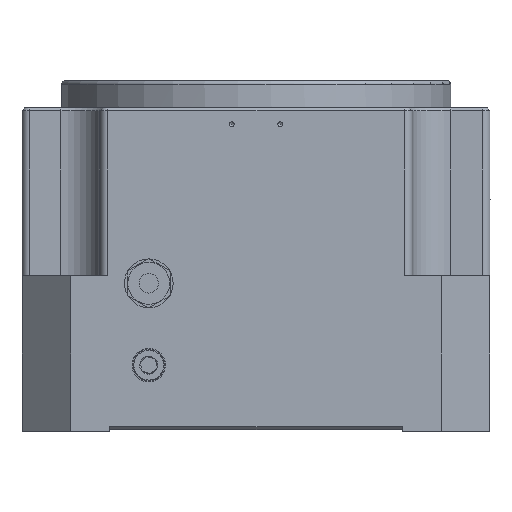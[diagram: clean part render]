
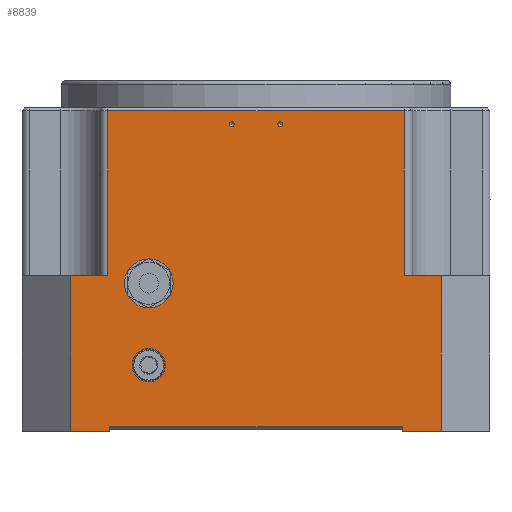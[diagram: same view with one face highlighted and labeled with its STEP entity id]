
A CAD part, left-side view. The second image highlights one B-rep face of the part: STEP entity #8839.
In plain terms, the highlighted planar face has unit normal (-1, 0, 0).
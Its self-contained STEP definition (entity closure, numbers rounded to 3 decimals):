
#4 = VECTOR ( 'NONE', #8430, 1000. ) ;
#49 = EDGE_CURVE ( 'NONE', #16911, #16911, #10596, .T. ) ;
#289 = CARTESIAN_POINT ( 'NONE',  ( -120., -12.5, 158.75 ) ) ;
#301 = VERTEX_POINT ( 'NONE', #289 ) ;
#476 = DIRECTION ( 'NONE',  ( 0., -1., 0. ) ) ;
#480 = DIRECTION ( 'NONE',  ( -1., 0., 0. ) ) ;
#482 = CARTESIAN_POINT ( 'NONE',  ( -120., 55., 76. ) ) ;
#2171 = VECTOR ( 'NONE', #25982, 1000. ) ;
#2213 = DIRECTION ( 'NONE',  ( 0., 1., 0. ) ) ;
#2221 = DIRECTION ( 'NONE',  ( 1., 0., 0. ) ) ;
#2227 = CARTESIAN_POINT ( 'NONE',  ( -120., 120., 80. ) ) ;
#2231 = ORIENTED_EDGE ( 'NONE', *, *, #20659, .T. ) ;
#2264 = PLANE ( 'NONE',  #22192 ) ;
#2272 = FACE_OUTER_BOUND ( 'NONE', #37161, .T. ) ;
#2319 = FACE_BOUND ( 'NONE', #36495, .T. ) ;
#2336 = FACE_BOUND ( 'NONE', #37375, .T. ) ;
#2349 = EDGE_CURVE ( 'NONE', #13599, #12439, #16246, .T. ) ;
#2381 = FACE_BOUND ( 'NONE', #32862, .T. ) ;
#2423 = FACE_BOUND ( 'NONE', #30127, .T. ) ;
#2550 = AXIS2_PLACEMENT_3D ( 'NONE', #482, #480, #476 ) ;
#3289 = VECTOR ( 'NONE', #16202, 1000. ) ;
#3531 = DIRECTION ( 'NONE',  ( 0., 0., 1. ) ) ;
#3572 = DIRECTION ( 'NONE',  ( -1., 0., 0. ) ) ;
#3582 = CARTESIAN_POINT ( 'NONE',  ( -120., -12.5, 157.5 ) ) ;
#3898 = ORIENTED_EDGE ( 'NONE', *, *, #26410, .F. ) ;
#4241 = DIRECTION ( 'NONE',  ( 0., 1., 0. ) ) ;
#4280 = CARTESIAN_POINT ( 'NONE',  ( -120., 120., 164.5 ) ) ;
#4342 = LINE ( 'NONE', #4280, #32808 ) ;
#4972 = ORIENTED_EDGE ( 'NONE', *, *, #34055, .T. ) ;
#5043 = CARTESIAN_POINT ( 'NONE',  ( -120., -76., 80. ) ) ;
#5297 = ORIENTED_EDGE ( 'NONE', *, *, #15974, .T. ) ;
#5537 = ORIENTED_EDGE ( 'NONE', *, *, #12315, .F. ) ;
#5898 = ORIENTED_EDGE ( 'NONE', *, *, #49, .F. ) ;
#5962 = ORIENTED_EDGE ( 'NONE', *, *, #2349, .T. ) ;
#6785 = ORIENTED_EDGE ( 'NONE', *, *, #14233, .T. ) ;
#6945 = DIRECTION ( 'NONE',  ( 0., 0., 1. ) ) ;
#6952 = DIRECTION ( 'NONE',  ( -1., 0., 0. ) ) ;
#6998 = CARTESIAN_POINT ( 'NONE',  ( -120., 12.5, 157.5 ) ) ;
#8430 = DIRECTION ( 'NONE',  ( 0., 0., -1. ) ) ;
#8462 = CARTESIAN_POINT ( 'NONE',  ( -120., 95., 80. ) ) ;
#8503 = LINE ( 'NONE', #8462, #4 ) ;
#8691 = EDGE_CURVE ( 'NONE', #24595, #30766, #4342, .T. ) ;
#8839 = ADVANCED_FACE ( 'NONE', ( #2423, #2381, #2336, #2319, #2272 ), #2264, .F. ) ;
#9382 = CARTESIAN_POINT ( 'NONE',  ( -120., 55., 41.625 ) ) ;
#9418 = VERTEX_POINT ( 'NONE', #9382 ) ;
#9703 = CIRCLE ( 'NONE', #31488, 1.25 ) ;
#9742 = AXIS2_PLACEMENT_3D ( 'NONE', #34418, #34406, #34395 ) ;
#10037 = VECTOR ( 'NONE', #37005, 1000. ) ;
#10577 = DIRECTION ( 'NONE',  ( 0., 0., 1. ) ) ;
#10585 = CARTESIAN_POINT ( 'NONE',  ( -120., -76., 80. ) ) ;
#10596 = CIRCLE ( 'NONE', #30397, 1.25 ) ;
#10617 = LINE ( 'NONE', #10585, #28717 ) ;
#12315 = EDGE_CURVE ( 'NONE', #9418, #9418, #26490, .T. ) ;
#12439 = VERTEX_POINT ( 'NONE', #32305 ) ;
#13568 = EDGE_CURVE ( 'NONE', #30766, #31079, #16949, .T. ) ;
#13599 = VERTEX_POINT ( 'NONE', #16412 ) ;
#14233 = EDGE_CURVE ( 'NONE', #26800, #24560, #8503, .T. ) ;
#14471 = VERTEX_POINT ( 'NONE', #5043 ) ;
#14861 = CARTESIAN_POINT ( 'NONE',  ( -120., 75., 0. ) ) ;
#15333 = VECTOR ( 'NONE', #24669, 1000. ) ;
#15974 = EDGE_CURVE ( 'NONE', #24305, #13599, #26034, .T. ) ;
#16061 = VECTOR ( 'NONE', #32943, 1000. ) ;
#16202 = DIRECTION ( 'NONE',  ( 0., 0., 1. ) ) ;
#16207 = CARTESIAN_POINT ( 'NONE',  ( -120., -95., 80. ) ) ;
#16246 = LINE ( 'NONE', #16207, #3289 ) ;
#16412 = CARTESIAN_POINT ( 'NONE',  ( -120., -95., 0. ) ) ;
#16642 = CARTESIAN_POINT ( 'NONE',  ( -120., -75., 2.5 ) ) ;
#16891 = DIRECTION ( 'NONE',  ( 0., 0., -1. ) ) ;
#16901 = CARTESIAN_POINT ( 'NONE',  ( -120., 12.5, 158.75 ) ) ;
#16904 = CARTESIAN_POINT ( 'NONE',  ( -120., 76., 80. ) ) ;
#16911 = VERTEX_POINT ( 'NONE', #16901 ) ;
#16949 = LINE ( 'NONE', #16904, #37429 ) ;
#18454 = VERTEX_POINT ( 'NONE', #29136 ) ;
#18996 = ORIENTED_EDGE ( 'NONE', *, *, #38016, .T. ) ;
#19376 = CIRCLE ( 'NONE', #2550, 12.5 ) ;
#19486 = VERTEX_POINT ( 'NONE', #14861 ) ;
#20659 = EDGE_CURVE ( 'NONE', #35239, #24305, #37044, .T. ) ;
#20962 = DIRECTION ( 'NONE',  ( 0., -1., 0. ) ) ;
#21005 = CARTESIAN_POINT ( 'NONE',  ( -120., 120., 80. ) ) ;
#21009 = LINE ( 'NONE', #21005, #27400 ) ;
#22192 = AXIS2_PLACEMENT_3D ( 'NONE', #2227, #2221, #2213 ) ;
#22889 = CARTESIAN_POINT ( 'NONE',  ( -120., 76., 80. ) ) ;
#23116 = DIRECTION ( 'NONE',  ( 0., 0., -1. ) ) ;
#23125 = CARTESIAN_POINT ( 'NONE',  ( -120., 75., 1. ) ) ;
#23159 = LINE ( 'NONE', #23125, #27878 ) ;
#23783 = ORIENTED_EDGE ( 'NONE', *, *, #24916, .F. ) ;
#24037 = EDGE_CURVE ( 'NONE', #14471, #12439, #32999, .T. ) ;
#24305 = VERTEX_POINT ( 'NONE', #29894 ) ;
#24560 = VERTEX_POINT ( 'NONE', #26673 ) ;
#24595 = VERTEX_POINT ( 'NONE', #26612 ) ;
#24669 = DIRECTION ( 'NONE',  ( 0., -1., 0. ) ) ;
#24680 = CARTESIAN_POINT ( 'NONE',  ( -120., -75., 2.5 ) ) ;
#24694 = LINE ( 'NONE', #24680, #15333 ) ;
#24916 = EDGE_CURVE ( 'NONE', #18454, #19486, #23159, .T. ) ;
#25982 = DIRECTION ( 'NONE',  ( 0., -1., 0. ) ) ;
#26011 = CARTESIAN_POINT ( 'NONE',  ( -120., 120., 0. ) ) ;
#26034 = LINE ( 'NONE', #26011, #2171 ) ;
#26364 = CARTESIAN_POINT ( 'NONE',  ( -120., 76., 164.5 ) ) ;
#26410 = EDGE_CURVE ( 'NONE', #301, #301, #9703, .T. ) ;
#26459 = ORIENTED_EDGE ( 'NONE', *, *, #34806, .F. ) ;
#26490 = CIRCLE ( 'NONE', #9742, 7.625 ) ;
#26612 = CARTESIAN_POINT ( 'NONE',  ( -120., -76., 164.5 ) ) ;
#26673 = CARTESIAN_POINT ( 'NONE',  ( -120., 95., 0. ) ) ;
#26800 = VERTEX_POINT ( 'NONE', #37913 ) ;
#26953 = ORIENTED_EDGE ( 'NONE', *, *, #24037, .F. ) ;
#27400 = VECTOR ( 'NONE', #20962, 1000. ) ;
#27878 = VECTOR ( 'NONE', #23116, 1000. ) ;
#28453 = DIRECTION ( 'NONE',  ( 0., -1., 0. ) ) ;
#28497 = CARTESIAN_POINT ( 'NONE',  ( -120., 120., 0. ) ) ;
#28501 = LINE ( 'NONE', #28497, #38688 ) ;
#28672 = ORIENTED_EDGE ( 'NONE', *, *, #36758, .F. ) ;
#28717 = VECTOR ( 'NONE', #10577, 1000. ) ;
#29136 = CARTESIAN_POINT ( 'NONE',  ( -120., 75., 2.5 ) ) ;
#29706 = ORIENTED_EDGE ( 'NONE', *, *, #13568, .T. ) ;
#29894 = CARTESIAN_POINT ( 'NONE',  ( -120., -75., 0. ) ) ;
#30127 = EDGE_LOOP ( 'NONE', ( #3898 ) ) ;
#30397 = AXIS2_PLACEMENT_3D ( 'NONE', #6998, #6952, #6945 ) ;
#30766 = VERTEX_POINT ( 'NONE', #26364 ) ;
#30860 = ORIENTED_EDGE ( 'NONE', *, *, #35829, .T. ) ;
#31079 = VERTEX_POINT ( 'NONE', #22889 ) ;
#31488 = AXIS2_PLACEMENT_3D ( 'NONE', #3582, #3572, #3531 ) ;
#32165 = CARTESIAN_POINT ( 'NONE',  ( -120., 42.5, 76. ) ) ;
#32175 = VERTEX_POINT ( 'NONE', #32165 ) ;
#32305 = CARTESIAN_POINT ( 'NONE',  ( -120., -95., 80. ) ) ;
#32808 = VECTOR ( 'NONE', #4241, 1000. ) ;
#32862 = EDGE_LOOP ( 'NONE', ( #5898 ) ) ;
#32943 = DIRECTION ( 'NONE',  ( 0., -1., 0. ) ) ;
#32979 = CARTESIAN_POINT ( 'NONE',  ( -120., 120., 80. ) ) ;
#32999 = LINE ( 'NONE', #32979, #16061 ) ;
#34055 = EDGE_CURVE ( 'NONE', #24560, #19486, #28501, .T. ) ;
#34395 = DIRECTION ( 'NONE',  ( 0., 0., 1. ) ) ;
#34401 = ORIENTED_EDGE ( 'NONE', *, *, #8691, .T. ) ;
#34406 = DIRECTION ( 'NONE',  ( -1., 0., 0. ) ) ;
#34418 = CARTESIAN_POINT ( 'NONE',  ( -120., 55., 34. ) ) ;
#34806 = EDGE_CURVE ( 'NONE', #26800, #31079, #21009, .T. ) ;
#35239 = VERTEX_POINT ( 'NONE', #16642 ) ;
#35829 = EDGE_CURVE ( 'NONE', #14471, #24595, #10617, .T. ) ;
#36495 = EDGE_LOOP ( 'NONE', ( #28672 ) ) ;
#36758 = EDGE_CURVE ( 'NONE', #32175, #32175, #19376, .T. ) ;
#37005 = DIRECTION ( 'NONE',  ( 0., 0., -1. ) ) ;
#37039 = CARTESIAN_POINT ( 'NONE',  ( -120., -75., 1. ) ) ;
#37044 = LINE ( 'NONE', #37039, #10037 ) ;
#37161 = EDGE_LOOP ( 'NONE', ( #30860, #34401, #29706, #26459, #6785, #4972, #23783, #18996, #2231, #5297, #5962, #26953 ) ) ;
#37375 = EDGE_LOOP ( 'NONE', ( #5537 ) ) ;
#37429 = VECTOR ( 'NONE', #16891, 1000. ) ;
#37913 = CARTESIAN_POINT ( 'NONE',  ( -120., 95., 80. ) ) ;
#38016 = EDGE_CURVE ( 'NONE', #18454, #35239, #24694, .T. ) ;
#38688 = VECTOR ( 'NONE', #28453, 1000. ) ;
